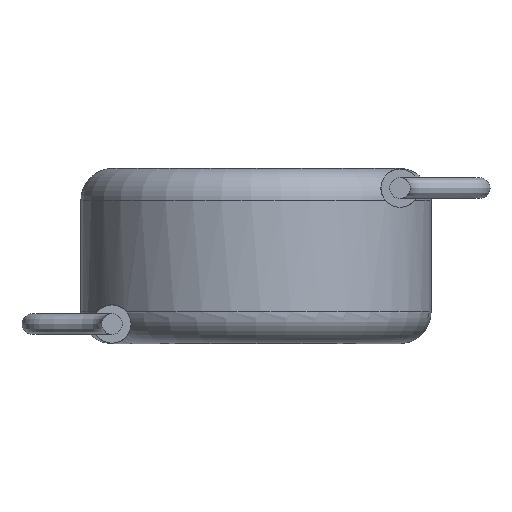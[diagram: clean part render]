
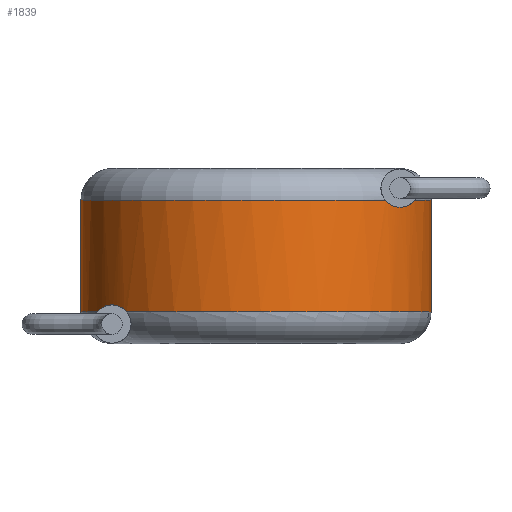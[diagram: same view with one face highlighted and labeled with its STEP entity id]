
A CAD part, front view. The second image highlights one B-rep face of the part: STEP entity #1839.
In plain terms, the highlighted cylindrical face has radius 5.5 mm (diameter 11 mm), a partial arc.
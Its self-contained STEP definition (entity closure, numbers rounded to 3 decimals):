
#125 = EDGE_CURVE ( 'NONE', #339, #3610, #3192, .T. ) ;
#284 = VERTEX_POINT ( 'NONE', #1596 ) ;
#339 = VERTEX_POINT ( 'NONE', #3698 ) ;
#340 = CARTESIAN_POINT ( 'NONE',  ( -4.974, -2.347, 1.011 ) ) ;
#389 = B_SPLINE_CURVE_WITH_KNOTS ( 'NONE', 3,
 ( #2985, #433, #3718, #4039, #4053, #1911 ),
 .UNSPECIFIED., .F., .F.,
 ( 4, 2, 4 ),
 ( 0.003, 0.004, 0.004 ),
 .UNSPECIFIED. ) ;
#433 = CARTESIAN_POINT ( 'NONE',  ( 4.61, -3.004, 4.284 ) ) ;
#498 = VERTEX_POINT ( 'NONE', #1193 ) ;
#528 = ORIENTED_EDGE ( 'NONE', *, *, #2551, .F. ) ;
#624 = CIRCLE ( 'NONE', #680, 5.5 ) ;
#626 = ORIENTED_EDGE ( 'NONE', *, *, #3406, .T. ) ;
#644 = DIRECTION ( 'NONE',  ( 0., 0., -1. ) ) ;
#662 = EDGE_CURVE ( 'NONE', #3610, #498, #389, .T. ) ;
#678 = CYLINDRICAL_SURFACE ( 'NONE', #2592, 5.5 ) ;
#680 = AXIS2_PLACEMENT_3D ( 'NONE', #1554, #1679, #1375 ) ;
#770 = VECTOR ( 'NONE', #644, 1000. ) ;
#827 = CARTESIAN_POINT ( 'NONE',  ( -4.061, -3.71, 1. ) ) ;
#843 = EDGE_LOOP ( 'NONE', ( #528, #3326, #1691, #4103, #1015, #2443, #3032, #3828, #4077, #3774, #626 ) ) ;
#868 = CARTESIAN_POINT ( 'NONE',  ( -4.397, -3.307, 1.21 ) ) ;
#884 = DIRECTION ( 'NONE',  ( 0., 0., -1. ) ) ;
#904 = EDGE_CURVE ( 'NONE', #1504, #1160, #3259, .T. ) ;
#995 = VERTEX_POINT ( 'NONE', #1533 ) ;
#1015 = ORIENTED_EDGE ( 'NONE', *, *, #125, .F. ) ;
#1160 = VERTEX_POINT ( 'NONE', #2117 ) ;
#1193 = CARTESIAN_POINT ( 'NONE',  ( 4.969, -2.357, 4.484 ) ) ;
#1253 = CARTESIAN_POINT ( 'NONE',  ( -4.978, -2.338, 1.005 ) ) ;
#1262 = B_SPLINE_CURVE_WITH_KNOTS ( 'NONE', 3,
 ( #3769, #1838, #3487, #868, #2245, #3816, #4130, #4115, #3198, #3469 ),
 .UNSPECIFIED., .F., .F.,
 ( 4, 2, 2, 2, 4 ),
 ( 0., 0., 0.001, 0.001, 0.002 ),
 .UNSPECIFIED. ) ;
#1274 = CARTESIAN_POINT ( 'NONE',  ( 0., 0., 1. ) ) ;
#1286 = CARTESIAN_POINT ( 'NONE',  ( 5.5, 0., 5.5 ) ) ;
#1354 = CIRCLE ( 'NONE', #3627, 5.5 ) ;
#1375 = DIRECTION ( 'NONE',  ( 1., 0., 0. ) ) ;
#1399 = CARTESIAN_POINT ( 'NONE',  ( 0., 0., 1. ) ) ;
#1490 = CARTESIAN_POINT ( 'NONE',  ( 4.522, -3.131, 4.284 ) ) ;
#1503 = CARTESIAN_POINT ( 'NONE',  ( 4.522, -3.131, 4.284 ) ) ;
#1504 = VERTEX_POINT ( 'NONE', #3122 ) ;
#1533 = CARTESIAN_POINT ( 'NONE',  ( 4.983, -2.328, 4.5 ) ) ;
#1554 = CARTESIAN_POINT ( 'NONE',  ( 0., 0., 4.5 ) ) ;
#1581 = FACE_OUTER_BOUND ( 'NONE', #843, .T. ) ;
#1583 = CARTESIAN_POINT ( 'NONE',  ( -4.983, -2.328, 1. ) ) ;
#1596 = CARTESIAN_POINT ( 'NONE',  ( 5.5, 0., 4.5 ) ) ;
#1637 = DIRECTION ( 'NONE',  ( 0., 0., 1. ) ) ;
#1651 = EDGE_CURVE ( 'NONE', #995, #498, #3075, .T. ) ;
#1670 = CARTESIAN_POINT ( 'NONE',  ( 4.978, -2.338, 4.495 ) ) ;
#1679 = DIRECTION ( 'NONE',  ( 0., 0., -1. ) ) ;
#1690 = VERTEX_POINT ( 'NONE', #2038 ) ;
#1691 = ORIENTED_EDGE ( 'NONE', *, *, #1651, .T. ) ;
#1701 = CARTESIAN_POINT ( 'NONE',  ( 4.974, -2.347, 4.489 ) ) ;
#1727 = EDGE_CURVE ( 'NONE', #3181, #3721, #1262, .T. ) ;
#1770 = DIRECTION ( 'NONE',  ( -1., 0., 0. ) ) ;
#1801 = CARTESIAN_POINT ( 'NONE',  ( 0., 0., 5.5 ) ) ;
#1838 = CARTESIAN_POINT ( 'NONE',  ( -4.136, -3.627, 1.091 ) ) ;
#1839 = ADVANCED_FACE ( 'NONE', ( #1581 ), #678, .T. ) ;
#1911 = CARTESIAN_POINT ( 'NONE',  ( 4.969, -2.357, 4.484 ) ) ;
#2038 = CARTESIAN_POINT ( 'NONE',  ( -4.983, -2.328, 1. ) ) ;
#2117 = CARTESIAN_POINT ( 'NONE',  ( -5.5, 0., 1. ) ) ;
#2125 = CARTESIAN_POINT ( 'NONE',  ( 4.13, -3.634, 4.417 ) ) ;
#2141 = CARTESIAN_POINT ( 'NONE',  ( 4.369, -3.343, 4.297 ) ) ;
#2156 = CARTESIAN_POINT ( 'NONE',  ( 4.061, -3.71, 4.5 ) ) ;
#2166 = VECTOR ( 'NONE', #884, 1000. ) ;
#2209 = AXIS2_PLACEMENT_3D ( 'NONE', #1274, #1637, #3235 ) ;
#2245 = CARTESIAN_POINT ( 'NONE',  ( -4.482, -3.191, 1.22 ) ) ;
#2314 = DIRECTION ( 'NONE',  ( 1., 0., 0. ) ) ;
#2353 = B_SPLINE_CURVE_WITH_KNOTS ( 'NONE', 3,
 ( #1583, #1253, #340, #4145 ),
 .UNSPECIFIED., .F., .F.,
 ( 4, 4 ),
 ( 0., 0. ),
 .UNSPECIFIED. ) ;
#2443 = ORIENTED_EDGE ( 'NONE', *, *, #3570, .T. ) ;
#2444 = CARTESIAN_POINT ( 'NONE',  ( 5.5, 0., 1. ) ) ;
#2455 = DIRECTION ( 'NONE',  ( 0., 0., -1. ) ) ;
#2551 = EDGE_CURVE ( 'NONE', #284, #3555, #2758, .T. ) ;
#2592 = AXIS2_PLACEMENT_3D ( 'NONE', #1801, #2455, #1770 ) ;
#2662 = DIRECTION ( 'NONE',  ( 0., 0., -1. ) ) ;
#2679 = EDGE_CURVE ( 'NONE', #1690, #3721, #2353, .T. ) ;
#2707 = CARTESIAN_POINT ( 'NONE',  ( 4.969, -2.357, 4.484 ) ) ;
#2709 = CARTESIAN_POINT ( 'NONE',  ( -4.969, -2.357, 1.016 ) ) ;
#2758 = LINE ( 'NONE', #1286, #770 ) ;
#2811 = EDGE_CURVE ( 'NONE', #284, #995, #3149, .T. ) ;
#2904 = CIRCLE ( 'NONE', #2209, 5.5 ) ;
#2962 = CARTESIAN_POINT ( 'NONE',  ( 0., 0., 4.5 ) ) ;
#2985 = CARTESIAN_POINT ( 'NONE',  ( 4.522, -3.131, 4.284 ) ) ;
#3032 = ORIENTED_EDGE ( 'NONE', *, *, #904, .T. ) ;
#3075 = B_SPLINE_CURVE_WITH_KNOTS ( 'NONE', 3,
 ( #3286, #1670, #1701, #2707 ),
 .UNSPECIFIED., .F., .F.,
 ( 4, 4 ),
 ( 0., 0. ),
 .UNSPECIFIED. ) ;
#3099 = DIRECTION ( 'NONE',  ( 0., 0., 1. ) ) ;
#3122 = CARTESIAN_POINT ( 'NONE',  ( -5.5, 0., 4.5 ) ) ;
#3130 = CARTESIAN_POINT ( 'NONE',  ( 4.211, -3.541, 4.364 ) ) ;
#3149 = CIRCLE ( 'NONE', #3926, 5.5 ) ;
#3181 = VERTEX_POINT ( 'NONE', #827 ) ;
#3192 = B_SPLINE_CURVE_WITH_KNOTS ( 'NONE', 3,
 ( #2156, #2125, #3130, #2141, #3416, #1503 ),
 .UNSPECIFIED., .F., .F.,
 ( 4, 2, 4 ),
 ( 0.003, 0.003, 0.003 ),
 .UNSPECIFIED. ) ;
#3198 = CARTESIAN_POINT ( 'NONE',  ( -4.914, -2.474, 1.078 ) ) ;
#3235 = DIRECTION ( 'NONE',  ( 1., 0., 0. ) ) ;
#3259 = LINE ( 'NONE', #3745, #2166 ) ;
#3286 = CARTESIAN_POINT ( 'NONE',  ( 4.983, -2.328, 4.5 ) ) ;
#3326 = ORIENTED_EDGE ( 'NONE', *, *, #2811, .T. ) ;
#3361 = DIRECTION ( 'NONE',  ( 1., 0., 0. ) ) ;
#3406 = EDGE_CURVE ( 'NONE', #3181, #3555, #2904, .T. ) ;
#3416 = CARTESIAN_POINT ( 'NONE',  ( 4.447, -3.239, 4.284 ) ) ;
#3469 = CARTESIAN_POINT ( 'NONE',  ( -4.969, -2.357, 1.016 ) ) ;
#3487 = CARTESIAN_POINT ( 'NONE',  ( -4.225, -3.524, 1.146 ) ) ;
#3555 = VERTEX_POINT ( 'NONE', #2444 ) ;
#3570 = EDGE_CURVE ( 'NONE', #339, #1504, #624, .T. ) ;
#3610 = VERTEX_POINT ( 'NONE', #1490 ) ;
#3627 = AXIS2_PLACEMENT_3D ( 'NONE', #1399, #3099, #3361 ) ;
#3698 = CARTESIAN_POINT ( 'NONE',  ( 4.061, -3.71, 4.5 ) ) ;
#3718 = CARTESIAN_POINT ( 'NONE',  ( 4.691, -2.875, 4.302 ) ) ;
#3721 = VERTEX_POINT ( 'NONE', #2709 ) ;
#3745 = CARTESIAN_POINT ( 'NONE',  ( -5.5, 0., 5.5 ) ) ;
#3769 = CARTESIAN_POINT ( 'NONE',  ( -4.061, -3.71, 1. ) ) ;
#3774 = ORIENTED_EDGE ( 'NONE', *, *, #1727, .F. ) ;
#3816 = CARTESIAN_POINT ( 'NONE',  ( -4.641, -2.955, 1.21 ) ) ;
#3828 = ORIENTED_EDGE ( 'NONE', *, *, #4014, .T. ) ;
#3926 = AXIS2_PLACEMENT_3D ( 'NONE', #2962, #2662, #2314 ) ;
#4014 = EDGE_CURVE ( 'NONE', #1160, #1690, #1354, .T. ) ;
#4039 = CARTESIAN_POINT ( 'NONE',  ( 4.841, -2.615, 4.369 ) ) ;
#4053 = CARTESIAN_POINT ( 'NONE',  ( 4.91, -2.483, 4.417 ) ) ;
#4077 = ORIENTED_EDGE ( 'NONE', *, *, #2679, .T. ) ;
#4103 = ORIENTED_EDGE ( 'NONE', *, *, #662, .F. ) ;
#4115 = CARTESIAN_POINT ( 'NONE',  ( -4.851, -2.595, 1.123 ) ) ;
#4130 = CARTESIAN_POINT ( 'NONE',  ( -4.715, -2.836, 1.189 ) ) ;
#4145 = CARTESIAN_POINT ( 'NONE',  ( -4.969, -2.357, 1.016 ) ) ;
